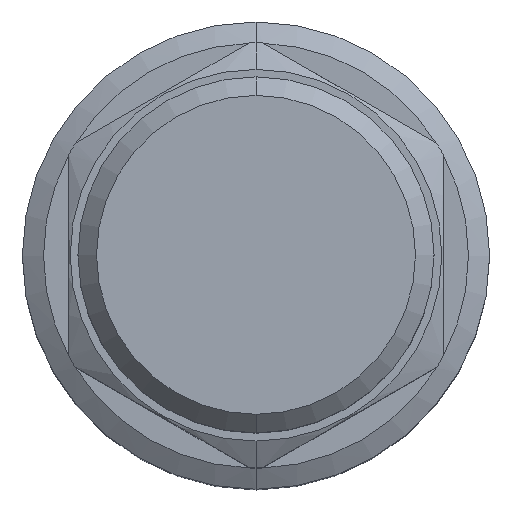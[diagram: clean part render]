
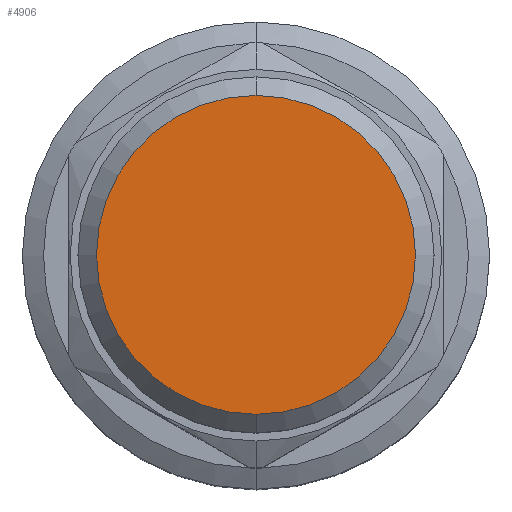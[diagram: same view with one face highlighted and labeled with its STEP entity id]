
A CAD part, top view. The second image highlights one B-rep face of the part: STEP entity #4906.
In plain terms, the highlighted planar face has unit normal (0, 0, 1).
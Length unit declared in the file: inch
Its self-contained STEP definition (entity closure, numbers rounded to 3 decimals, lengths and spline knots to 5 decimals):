
#305=CARTESIAN_POINT('',(0.,0.,7.33));
#306=DIRECTION('',(0.,0.,1.));
#307=DIRECTION('',(0.,-1.,0.));
#308=AXIS2_PLACEMENT_3D('',#305,#306,#307);
#323=CARTESIAN_POINT('',(0.,0.,7.33));
#324=DIRECTION('',(0.,0.,1.));
#325=DIRECTION('',(0.,1.,0.));
#326=AXIS2_PLACEMENT_3D('',#323,#324,#325);
#4276=CARTESIAN_POINT('',(0.,0.532,7.33));
#4277=CARTESIAN_POINT('',(0.,-0.532,7.33));
#4278=VERTEX_POINT('',#4276);
#4279=VERTEX_POINT('',#4277);
#4896=CARTESIAN_POINT('',(0.,0.,7.33));
#4897=DIRECTION('',(0.,0.,1.));
#4898=DIRECTION('',(0.,1.,0.));
#4899=AXIS2_PLACEMENT_3D('',#4896,#4897,#4898);
#4900=PLANE('',#4899);
#4901=ORIENTED_EDGE('',*,*,#4886,.F.);
#4903=ORIENTED_EDGE('',*,*,#4902,.F.);
#4904=EDGE_LOOP('',(#4901,#4903));
#4905=FACE_OUTER_BOUND('',#4904,.F.);
#4906=ADVANCED_FACE('',(#4905),#4900,.T.);
#309=CIRCLE('',#308,0.532);
#327=CIRCLE('',#326,0.532);
#4886=EDGE_CURVE('',#4279,#4278,#309,.T.);
#4902=EDGE_CURVE('',#4278,#4279,#327,.T.);
